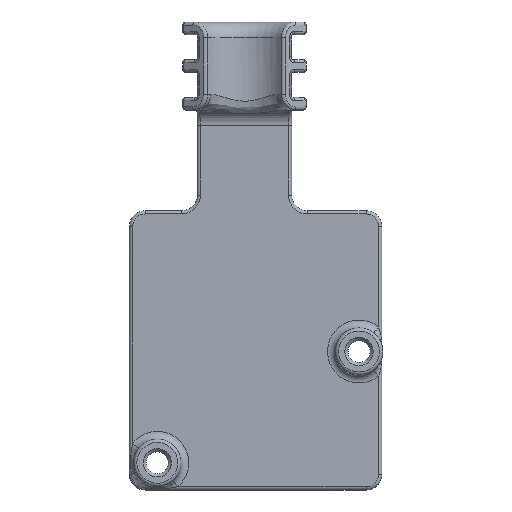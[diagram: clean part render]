
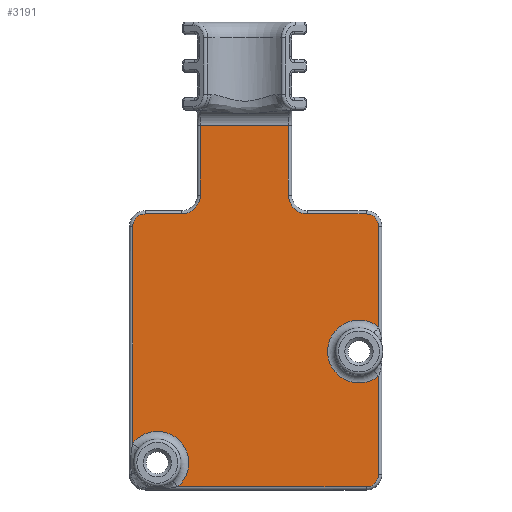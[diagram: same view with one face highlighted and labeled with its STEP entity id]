
A CAD part, top view. The second image highlights one B-rep face of the part: STEP entity #3191.
In plain terms, the highlighted planar face has unit normal (0, 0, 1).
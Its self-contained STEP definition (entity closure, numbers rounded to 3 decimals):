
#270=PLANE('',#3477);
#342=FACE_OUTER_BOUND('',#559,.T.);
#559=EDGE_LOOP('',(#2393,#2394,#2395,#2396,#2397,#2398,#2399,#2400,#2401,
#2402,#2403,#2404,#2405,#2406,#2407,#2408));
#788=LINE('',#5360,#962);
#791=LINE('',#5550,#965);
#792=LINE('',#5554,#966);
#793=LINE('',#5557,#967);
#794=LINE('',#5561,#968);
#795=LINE('',#5565,#969);
#796=LINE('',#5567,#970);
#797=LINE('',#5569,#971);
#798=LINE('',#5573,#972);
#962=VECTOR('',#4083,10.);
#965=VECTOR('',#4120,10.);
#966=VECTOR('',#4125,10.);
#967=VECTOR('',#4128,10.);
#968=VECTOR('',#4131,10.);
#969=VECTOR('',#4134,10.);
#970=VECTOR('',#4135,10.);
#971=VECTOR('',#4136,10.);
#972=VECTOR('',#4139,10.);
#1112=CIRCLE('',#3451,4.);
#1125=CIRCLE('',#3468,4.);
#1131=CIRCLE('',#3478,1.6);
#1132=CIRCLE('',#3479,1.6);
#1133=CIRCLE('',#3480,2.4);
#1134=CIRCLE('',#3481,2.4);
#1135=CIRCLE('',#3482,1.6);
#1417=VERTEX_POINT('',#5203);
#1421=VERTEX_POINT('',#5210);
#1428=VERTEX_POINT('',#5359);
#1434=VERTEX_POINT('',#5425);
#1435=VERTEX_POINT('',#5427);
#1438=VERTEX_POINT('',#5549);
#1439=VERTEX_POINT('',#5553);
#1440=VERTEX_POINT('',#5556);
#1441=VERTEX_POINT('',#5558);
#1442=VERTEX_POINT('',#5560);
#1443=VERTEX_POINT('',#5562);
#1444=VERTEX_POINT('',#5564);
#1445=VERTEX_POINT('',#5566);
#1446=VERTEX_POINT('',#5568);
#1447=VERTEX_POINT('',#5570);
#1448=VERTEX_POINT('',#5572);
#1745=EDGE_CURVE('',#1421,#1417,#1112,.T.);
#1757=EDGE_CURVE('',#1417,#1428,#788,.T.);
#1769=EDGE_CURVE('',#1435,#1434,#1125,.T.);
#1778=EDGE_CURVE('',#1434,#1438,#791,.T.);
#1780=EDGE_CURVE('',#1439,#1421,#792,.T.);
#1781=EDGE_CURVE('',#1438,#1439,#1131,.T.);
#1782=EDGE_CURVE('',#1440,#1435,#793,.T.);
#1783=EDGE_CURVE('',#1441,#1440,#1132,.T.);
#1784=EDGE_CURVE('',#1442,#1441,#794,.T.);
#1785=EDGE_CURVE('',#1443,#1442,#1133,.T.);
#1786=EDGE_CURVE('',#1444,#1443,#795,.T.);
#1787=EDGE_CURVE('',#1445,#1444,#796,.T.);
#1788=EDGE_CURVE('',#1446,#1445,#797,.T.);
#1789=EDGE_CURVE('',#1447,#1446,#1134,.T.);
#1790=EDGE_CURVE('',#1448,#1447,#798,.T.);
#1791=EDGE_CURVE('',#1428,#1448,#1135,.T.);
#2393=ORIENTED_EDGE('',*,*,#1745,.F.);
#2394=ORIENTED_EDGE('',*,*,#1780,.F.);
#2395=ORIENTED_EDGE('',*,*,#1781,.F.);
#2396=ORIENTED_EDGE('',*,*,#1778,.F.);
#2397=ORIENTED_EDGE('',*,*,#1769,.F.);
#2398=ORIENTED_EDGE('',*,*,#1782,.F.);
#2399=ORIENTED_EDGE('',*,*,#1783,.F.);
#2400=ORIENTED_EDGE('',*,*,#1784,.F.);
#2401=ORIENTED_EDGE('',*,*,#1785,.F.);
#2402=ORIENTED_EDGE('',*,*,#1786,.F.);
#2403=ORIENTED_EDGE('',*,*,#1787,.F.);
#2404=ORIENTED_EDGE('',*,*,#1788,.F.);
#2405=ORIENTED_EDGE('',*,*,#1789,.F.);
#2406=ORIENTED_EDGE('',*,*,#1790,.F.);
#2407=ORIENTED_EDGE('',*,*,#1791,.F.);
#2408=ORIENTED_EDGE('',*,*,#1757,.F.);
#3191=ADVANCED_FACE('',(#342),#270,.F.);
#3451=AXIS2_PLACEMENT_3D('',#5212,#4067,#4068);
#3468=AXIS2_PLACEMENT_3D('',#5429,#4104,#4105);
#3477=AXIS2_PLACEMENT_3D('',#5552,#4123,#4124);
#3478=AXIS2_PLACEMENT_3D('',#5555,#4126,#4127);
#3479=AXIS2_PLACEMENT_3D('',#5559,#4129,#4130);
#3480=AXIS2_PLACEMENT_3D('',#5563,#4132,#4133);
#3481=AXIS2_PLACEMENT_3D('',#5571,#4137,#4138);
#3482=AXIS2_PLACEMENT_3D('',#5574,#4140,#4141);
#4067=DIRECTION('center_axis',(0.,0.,1.));
#4068=DIRECTION('ref_axis',(-1.,0.,0.));
#4083=DIRECTION('',(0.,1.,0.));
#4104=DIRECTION('center_axis',(0.,0.,1.));
#4105=DIRECTION('ref_axis',(-1.,0.,0.));
#4120=DIRECTION('',(0.,-1.,0.));
#4123=DIRECTION('center_axis',(0.,0.,-1.));
#4124=DIRECTION('ref_axis',(1.,0.,0.));
#4125=DIRECTION('',(-1.,0.,0.));
#4126=DIRECTION('center_axis',(0.,0.,-1.));
#4127=DIRECTION('ref_axis',(0.707,-0.707,0.));
#4128=DIRECTION('',(0.,-1.,0.));
#4129=DIRECTION('center_axis',(0.,0.,-1.));
#4130=DIRECTION('ref_axis',(0.707,0.707,0.));
#4131=DIRECTION('',(1.,0.,0.));
#4132=DIRECTION('center_axis',(0.,0.,1.));
#4133=DIRECTION('ref_axis',(-0.707,-0.707,0.));
#4134=DIRECTION('',(0.,-1.,0.));
#4135=DIRECTION('',(1.,0.,0.));
#4136=DIRECTION('',(0.,1.,0.));
#4137=DIRECTION('center_axis',(0.,0.,1.));
#4138=DIRECTION('ref_axis',(0.707,-0.707,0.));
#4139=DIRECTION('',(1.,0.,0.));
#4140=DIRECTION('center_axis',(0.,0.,-1.));
#4141=DIRECTION('ref_axis',(-0.707,0.707,0.));
#5203=CARTESIAN_POINT('',(50.9,-63.585,-2.4));
#5210=CARTESIAN_POINT('',(56.638,-69.1,-2.4));
#5212=CARTESIAN_POINT('Origin',(54.05,-66.05,-2.4));
#5359=CARTESIAN_POINT('',(50.9,-36.,-2.4));
#5360=CARTESIAN_POINT('',(50.9,-60.625,-2.4));
#5425=CARTESIAN_POINT('',(82.2,-55.022,-2.4));
#5427=CARTESIAN_POINT('',(82.2,-48.778,-2.4));
#5429=CARTESIAN_POINT('Origin',(79.7,-51.9,-2.4));
#5549=CARTESIAN_POINT('',(82.2,-67.5,-2.4));
#5550=CARTESIAN_POINT('',(82.2,-42.875,-2.4));
#5552=CARTESIAN_POINT('Origin',(66.55,-51.75,-2.4));
#5553=CARTESIAN_POINT('',(80.6,-69.1,-2.4));
#5554=CARTESIAN_POINT('',(74.575,-69.1,-2.4));
#5555=CARTESIAN_POINT('Origin',(80.6,-67.5,-2.4));
#5556=CARTESIAN_POINT('',(82.2,-36.,-2.4));
#5557=CARTESIAN_POINT('',(82.2,-42.875,-2.4));
#5558=CARTESIAN_POINT('',(80.6,-34.4,-2.4));
#5559=CARTESIAN_POINT('Origin',(80.6,-36.,-2.4));
#5560=CARTESIAN_POINT('',(73.13,-34.4,-2.4));
#5561=CARTESIAN_POINT('',(58.525,-34.4,-2.4));
#5562=CARTESIAN_POINT('',(70.73,-32.,-2.4));
#5563=CARTESIAN_POINT('Origin',(73.13,-32.,-2.4));
#5564=CARTESIAN_POINT('',(70.73,-23.2,-2.4));
#5565=CARTESIAN_POINT('',(70.73,-30.875,-2.4));
#5566=CARTESIAN_POINT('',(59.53,-23.2,-2.4));
#5567=CARTESIAN_POINT('',(62.84,-23.2,-2.4));
#5568=CARTESIAN_POINT('',(59.53,-32.,-2.4));
#5569=CARTESIAN_POINT('',(59.53,-42.875,-2.4));
#5570=CARTESIAN_POINT('',(57.13,-34.4,-2.4));
#5571=CARTESIAN_POINT('Origin',(57.13,-32.,-2.4));
#5572=CARTESIAN_POINT('',(52.5,-34.4,-2.4));
#5573=CARTESIAN_POINT('',(58.525,-34.4,-2.4));
#5574=CARTESIAN_POINT('Origin',(52.5,-36.,-2.4));
